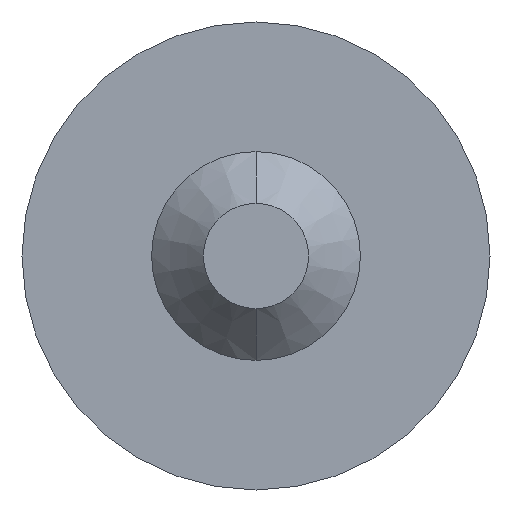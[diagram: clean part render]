
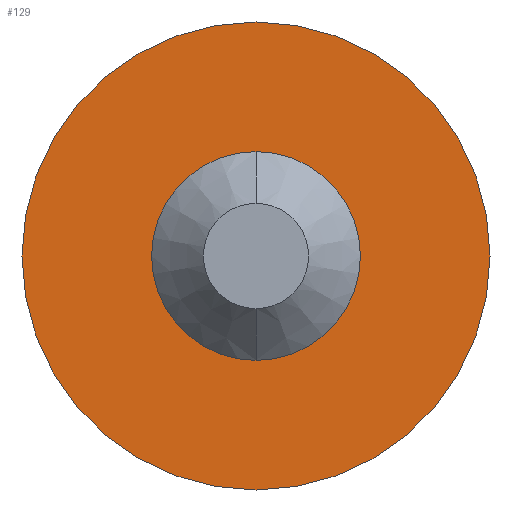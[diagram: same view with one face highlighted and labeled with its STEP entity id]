
A CAD part, front view. The second image highlights one B-rep face of the part: STEP entity #129.
In plain terms, the highlighted planar face has unit normal (0, -1, 0).
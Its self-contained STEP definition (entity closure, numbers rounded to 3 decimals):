
#4 = EDGE_CURVE ( 'NONE', #636, #49, #497, .T. ) ;
#7 = DIRECTION ( 'NONE',  ( 0., 0., 1. ) ) ;
#20 = AXIS2_PLACEMENT_3D ( 'NONE', #426, #491, #118 ) ;
#22 = DIRECTION ( 'NONE',  ( 0., -1., 0. ) ) ;
#49 = VERTEX_POINT ( 'NONE', #709 ) ;
#110 = EDGE_CURVE ( 'NONE', #238, #582, #223, .T. ) ;
#118 = DIRECTION ( 'NONE',  ( 0., 0., -1. ) ) ;
#120 = CIRCLE ( 'NONE', #20, 1.28 ) ;
#129 = ADVANCED_FACE ( 'NONE', ( #177, #655 ), #486, .F. ) ;
#156 = CARTESIAN_POINT ( 'NONE',  ( 7.95, 3.461, 7.226 ) ) ;
#171 = AXIS2_PLACEMENT_3D ( 'NONE', #558, #605, #232 ) ;
#177 = FACE_BOUND ( 'NONE', #489, .T. ) ;
#199 = EDGE_LOOP ( 'NONE', ( #213, #376 ) ) ;
#213 = ORIENTED_EDGE ( 'NONE', *, *, #110, .F. ) ;
#223 = CIRCLE ( 'NONE', #171, 2.87 ) ;
#232 = DIRECTION ( 'NONE',  ( 0., 0., 1. ) ) ;
#234 = DIRECTION ( 'NONE',  ( 0., 0., 1. ) ) ;
#238 = VERTEX_POINT ( 'NONE', #156 ) ;
#262 = EDGE_CURVE ( 'NONE', #582, #238, #347, .T. ) ;
#302 = CARTESIAN_POINT ( 'NONE',  ( 7.95, 3.461, 3.076 ) ) ;
#347 = CIRCLE ( 'NONE', #744, 2.87 ) ;
#376 = ORIENTED_EDGE ( 'NONE', *, *, #262, .F. ) ;
#393 = ORIENTED_EDGE ( 'NONE', *, *, #4, .F. ) ;
#406 = DIRECTION ( 'NONE',  ( 0., 0., -1. ) ) ;
#418 = DIRECTION ( 'NONE',  ( 0., 1., 0. ) ) ;
#426 = CARTESIAN_POINT ( 'NONE',  ( 7.95, 3.461, 4.356 ) ) ;
#460 = CARTESIAN_POINT ( 'NONE',  ( 7.95, 3.461, 4.356 ) ) ;
#486 = PLANE ( 'NONE',  #714 ) ;
#489 = EDGE_LOOP ( 'NONE', ( #393, #697 ) ) ;
#491 = DIRECTION ( 'NONE',  ( 0., -1., 0. ) ) ;
#497 = CIRCLE ( 'NONE', #506, 1.28 ) ;
#506 = AXIS2_PLACEMENT_3D ( 'NONE', #460, #22, #406 ) ;
#554 = CARTESIAN_POINT ( 'NONE',  ( 7.95, 3.461, 1.486 ) ) ;
#558 = CARTESIAN_POINT ( 'NONE',  ( 7.95, 3.461, 4.356 ) ) ;
#561 = DIRECTION ( 'NONE',  ( 0., 1., 0. ) ) ;
#582 = VERTEX_POINT ( 'NONE', #554 ) ;
#605 = DIRECTION ( 'NONE',  ( 0., 1., 0. ) ) ;
#636 = VERTEX_POINT ( 'NONE', #302 ) ;
#655 = FACE_OUTER_BOUND ( 'NONE', #199, .T. ) ;
#697 = ORIENTED_EDGE ( 'NONE', *, *, #725, .F. ) ;
#709 = CARTESIAN_POINT ( 'NONE',  ( 7.95, 3.461, 5.636 ) ) ;
#714 = AXIS2_PLACEMENT_3D ( 'NONE', #724, #418, #234 ) ;
#724 = CARTESIAN_POINT ( 'NONE',  ( 7.95, 3.461, 4.356 ) ) ;
#725 = EDGE_CURVE ( 'NONE', #49, #636, #120, .T. ) ;
#744 = AXIS2_PLACEMENT_3D ( 'NONE', #749, #561, #7 ) ;
#749 = CARTESIAN_POINT ( 'NONE',  ( 7.95, 3.461, 4.356 ) ) ;
